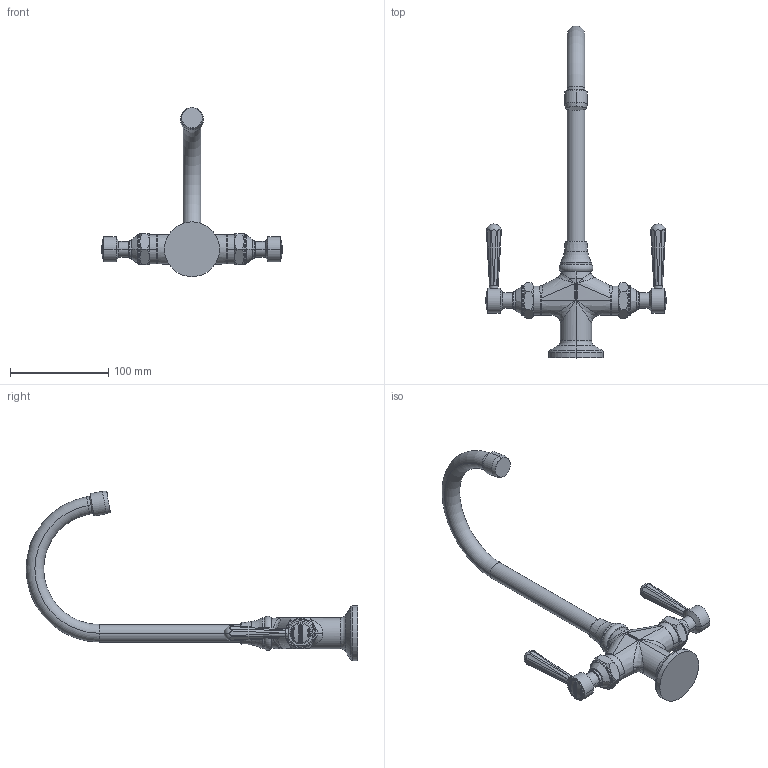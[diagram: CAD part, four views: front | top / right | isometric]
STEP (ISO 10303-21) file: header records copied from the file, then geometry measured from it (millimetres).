
FILE_DESCRIPTION((''),'2;1');
FILE_NAME('1668','2021-05-11T16:19:07',('rsmith'),(''),'CREO PARAMETRIC BY PTC INC, 2018400','CREO PARAMETRIC BY PTC INC, 2018400','');
FILE_SCHEMA(('AUTOMOTIVE_DESIGN { 1 0 10303 214 1 1 1 1 }'));
Length unit declared in the file: inch
Products named in the file (1): 1668
Bounding box: 183.9 x 338.07 x 172.61 mm (x, y, z)
Volume: 313026.6 mm3; surface area: 56693.9 mm2
Topology: 1 solids, 1 shells, 903 faces, 2421 edges, 1570 vertices
Faces by surface type: plane 421, cylinder 288, sphere 64, bspline 60, torus 30, cone 20, extrusion 20
Entity records: 47580 total; most frequent: CARTESIAN_POINT 16010, ORIENTED_EDGE 4826, DIRECTION 4454, PRESENTATION_STYLE_ASSIGNMENT 2665, STYLED_ITEM 2466, CURVE_STYLE 2413, EDGE_CURVE 2413, AXIS2_PLACEMENT_3D 1839
